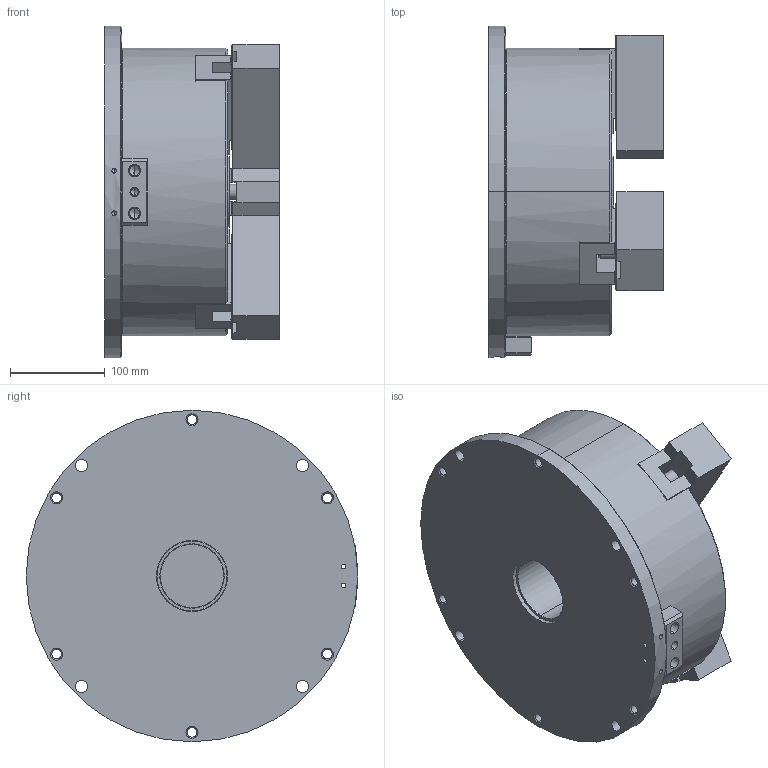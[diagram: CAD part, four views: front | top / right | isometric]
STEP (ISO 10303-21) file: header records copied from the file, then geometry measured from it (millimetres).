
FILE_DESCRIPTION (( 'STEP AP203' ), '1' );
FILE_NAME ('CF-SP-312.STEP', '2020-09-10T06:21:50', ( '' ), ( '' ), 'SwSTEP 2.0', 'SolidWorks 2016', '' );
FILE_SCHEMA (( 'CONFIG_CONTROL_DESIGN' ));
Length unit declared in the file: millimetre
Products named in the file (13): CF-SP-312; CF-SP-312-08000; CF-SU-308-07000; CF-SP-312-09000; SJ-12H; 圓頭內六角螺栓_M16x35; CF-SP-312-01010; 錐平頭六角孔螺栓_M3x10; CF-SP-312-06010; 圓頭內六角螺栓_M5x10; CF-SP-312-03000; M6黃油嘴; CF-SP-312-07000
Assembly tree (28 placements, depth 2):
  CF-SP-312
    CF-SP-312-01010
    CF-SP-312-06010
    CF-SP-312-03000  x3
    CF-SP-312-07000
    CF-SP-312-08000
    CF-SU-308-07000
    CF-SP-312-09000  x3
    SJ-12H  x3
    圓頭內六角螺栓_M16x35  x6
    錐平頭六角孔螺栓_M3x10  x4
    圓頭內六角螺栓_M5x10  x3
    M6黃油嘴
Bounding box: 184.3 x 350 x 350 mm (x, y, z)
Volume: 10222380.2 mm3; surface area: 859031.1 mm2
Topology: 29 solids, 29 shells, 3769 faces, 10776 edges, 7056 vertices
Faces by surface type: plane 2603, cylinder 934, cone 218, torus 8, sphere 6
Entity records: 47273 total; most frequent: CARTESIAN_POINT 9518, ORIENTED_EDGE 7922, DIRECTION 6971, EDGE_CURVE 3961, LINE 2985, VECTOR 2985, VERTEX_POINT 2600, AXIS2_PLACEMENT_3D 1993
